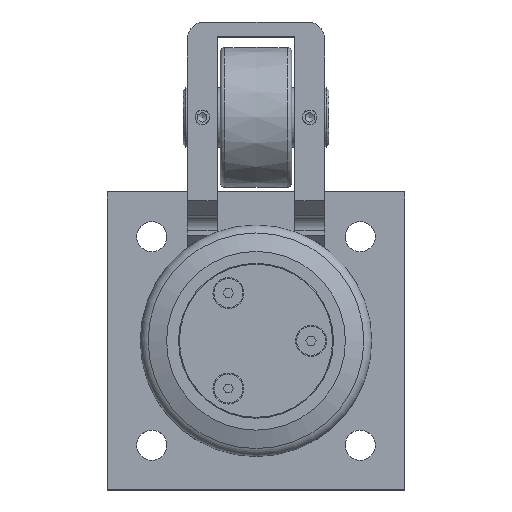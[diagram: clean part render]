
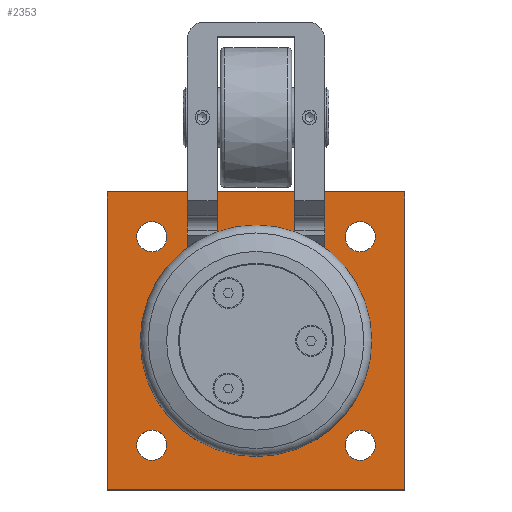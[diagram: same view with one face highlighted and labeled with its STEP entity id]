
A CAD part, top view. The second image highlights one B-rep face of the part: STEP entity #2353.
In plain terms, the highlighted planar face has unit normal (0, 0, 1).
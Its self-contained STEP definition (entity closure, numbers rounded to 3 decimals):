
#72=FACE_BOUND('',#482,.T.);
#73=FACE_BOUND('',#483,.T.);
#74=FACE_BOUND('',#484,.T.);
#75=FACE_BOUND('',#485,.T.);
#76=FACE_BOUND('',#486,.T.);
#77=FACE_BOUND('',#487,.T.);
#78=FACE_BOUND('',#488,.T.);
#154=CIRCLE('',#2561,5.053);
#155=CIRCLE('',#2562,5.053);
#156=CIRCLE('',#2563,5.053);
#157=CIRCLE('',#2564,5.053);
#158=CIRCLE('',#2565,5.053);
#159=CIRCLE('',#2566,5.053);
#160=CIRCLE('',#2567,5.053);
#161=CIRCLE('',#2568,5.053);
#162=CIRCLE('',#2569,26.5);
#338=FACE_OUTER_BOUND('',#481,.T.);
#481=EDGE_LOOP('',(#1870,#1871,#1872,#1873));
#482=EDGE_LOOP('',(#1874,#1875));
#483=EDGE_LOOP('',(#1876,#1877));
#484=EDGE_LOOP('',(#1878,#1879));
#485=EDGE_LOOP('',(#1880,#1881));
#486=EDGE_LOOP('',(#1882,#1883,#1884,#1885));
#487=EDGE_LOOP('',(#1886,#1887,#1888,#1889));
#488=EDGE_LOOP('',(#1890));
#662=LINE('',#3892,#853);
#676=LINE('',#3936,#867);
#677=LINE('',#3938,#868);
#678=LINE('',#3940,#869);
#679=LINE('',#3941,#870);
#680=LINE('',#3959,#871);
#681=LINE('',#3961,#872);
#682=LINE('',#3962,#873);
#683=LINE('',#3965,#874);
#684=LINE('',#3967,#875);
#685=LINE('',#3969,#876);
#686=LINE('',#3970,#877);
#853=VECTOR('',#3039,10.);
#867=VECTOR('',#3079,10.);
#868=VECTOR('',#3080,10.);
#869=VECTOR('',#3081,10.);
#870=VECTOR('',#3082,10.);
#871=VECTOR('',#3099,10.);
#872=VECTOR('',#3100,10.);
#873=VECTOR('',#3101,10.);
#874=VECTOR('',#3102,10.);
#875=VECTOR('',#3103,10.);
#876=VECTOR('',#3104,10.);
#877=VECTOR('',#3105,10.);
#1061=VERTEX_POINT('',#3890);
#1062=VERTEX_POINT('',#3891);
#1078=VERTEX_POINT('',#3934);
#1079=VERTEX_POINT('',#3935);
#1080=VERTEX_POINT('',#3937);
#1081=VERTEX_POINT('',#3939);
#1082=VERTEX_POINT('',#3942);
#1083=VERTEX_POINT('',#3943);
#1084=VERTEX_POINT('',#3946);
#1085=VERTEX_POINT('',#3947);
#1086=VERTEX_POINT('',#3950);
#1087=VERTEX_POINT('',#3951);
#1088=VERTEX_POINT('',#3954);
#1089=VERTEX_POINT('',#3955);
#1090=VERTEX_POINT('',#3958);
#1091=VERTEX_POINT('',#3960);
#1092=VERTEX_POINT('',#3963);
#1093=VERTEX_POINT('',#3964);
#1094=VERTEX_POINT('',#3966);
#1095=VERTEX_POINT('',#3968);
#1096=VERTEX_POINT('',#3971);
#1348=EDGE_CURVE('',#1061,#1062,#662,.T.);
#1369=EDGE_CURVE('',#1078,#1079,#676,.T.);
#1370=EDGE_CURVE('',#1080,#1078,#677,.T.);
#1371=EDGE_CURVE('',#1081,#1080,#678,.T.);
#1372=EDGE_CURVE('',#1079,#1081,#679,.T.);
#1373=EDGE_CURVE('',#1082,#1083,#154,.T.);
#1374=EDGE_CURVE('',#1083,#1082,#155,.T.);
#1375=EDGE_CURVE('',#1084,#1085,#156,.T.);
#1376=EDGE_CURVE('',#1085,#1084,#157,.T.);
#1377=EDGE_CURVE('',#1086,#1087,#158,.T.);
#1378=EDGE_CURVE('',#1087,#1086,#159,.T.);
#1379=EDGE_CURVE('',#1088,#1089,#160,.T.);
#1380=EDGE_CURVE('',#1089,#1088,#161,.T.);
#1381=EDGE_CURVE('',#1090,#1061,#680,.T.);
#1382=EDGE_CURVE('',#1062,#1091,#681,.T.);
#1383=EDGE_CURVE('',#1091,#1090,#682,.T.);
#1384=EDGE_CURVE('',#1092,#1093,#683,.T.);
#1385=EDGE_CURVE('',#1093,#1094,#684,.T.);
#1386=EDGE_CURVE('',#1094,#1095,#685,.T.);
#1387=EDGE_CURVE('',#1095,#1092,#686,.T.);
#1388=EDGE_CURVE('',#1096,#1096,#162,.T.);
#1870=ORIENTED_EDGE('',*,*,#1369,.F.);
#1871=ORIENTED_EDGE('',*,*,#1370,.F.);
#1872=ORIENTED_EDGE('',*,*,#1371,.F.);
#1873=ORIENTED_EDGE('',*,*,#1372,.F.);
#1874=ORIENTED_EDGE('',*,*,#1373,.T.);
#1875=ORIENTED_EDGE('',*,*,#1374,.T.);
#1876=ORIENTED_EDGE('',*,*,#1375,.T.);
#1877=ORIENTED_EDGE('',*,*,#1376,.T.);
#1878=ORIENTED_EDGE('',*,*,#1377,.T.);
#1879=ORIENTED_EDGE('',*,*,#1378,.T.);
#1880=ORIENTED_EDGE('',*,*,#1379,.T.);
#1881=ORIENTED_EDGE('',*,*,#1380,.T.);
#1882=ORIENTED_EDGE('',*,*,#1381,.T.);
#1883=ORIENTED_EDGE('',*,*,#1348,.T.);
#1884=ORIENTED_EDGE('',*,*,#1382,.T.);
#1885=ORIENTED_EDGE('',*,*,#1383,.T.);
#1886=ORIENTED_EDGE('',*,*,#1384,.T.);
#1887=ORIENTED_EDGE('',*,*,#1385,.T.);
#1888=ORIENTED_EDGE('',*,*,#1386,.T.);
#1889=ORIENTED_EDGE('',*,*,#1387,.T.);
#1890=ORIENTED_EDGE('',*,*,#1388,.T.);
#2254=PLANE('',#2560);
#2353=ADVANCED_FACE('',(#338,#72,#73,#74,#75,#76,#77,#78),#2254,.T.);
#2560=AXIS2_PLACEMENT_3D('',#3933,#3077,#3078);
#2561=AXIS2_PLACEMENT_3D('',#3944,#3083,#3084);
#2562=AXIS2_PLACEMENT_3D('',#3945,#3085,#3086);
#2563=AXIS2_PLACEMENT_3D('',#3948,#3087,#3088);
#2564=AXIS2_PLACEMENT_3D('',#3949,#3089,#3090);
#2565=AXIS2_PLACEMENT_3D('',#3952,#3091,#3092);
#2566=AXIS2_PLACEMENT_3D('',#3953,#3093,#3094);
#2567=AXIS2_PLACEMENT_3D('',#3956,#3095,#3096);
#2568=AXIS2_PLACEMENT_3D('',#3957,#3097,#3098);
#2569=AXIS2_PLACEMENT_3D('',#3972,#3106,#3107);
#3039=DIRECTION('',(1.,0.,0.));
#3077=DIRECTION('center_axis',(0.,0.,1.));
#3078=DIRECTION('ref_axis',(1.,0.,0.));
#3079=DIRECTION('',(0.,1.,0.));
#3080=DIRECTION('',(-1.,0.,0.));
#3081=DIRECTION('',(0.,-1.,0.));
#3082=DIRECTION('',(1.,0.,0.));
#3083=DIRECTION('center_axis',(0.,0.,-1.));
#3084=DIRECTION('ref_axis',(1.,0.,0.));
#3085=DIRECTION('center_axis',(0.,0.,-1.));
#3086=DIRECTION('ref_axis',(1.,0.,0.));
#3087=DIRECTION('center_axis',(0.,0.,-1.));
#3088=DIRECTION('ref_axis',(1.,0.,0.));
#3089=DIRECTION('center_axis',(0.,0.,-1.));
#3090=DIRECTION('ref_axis',(1.,0.,0.));
#3091=DIRECTION('center_axis',(0.,0.,-1.));
#3092=DIRECTION('ref_axis',(1.,0.,0.));
#3093=DIRECTION('center_axis',(0.,0.,-1.));
#3094=DIRECTION('ref_axis',(1.,0.,0.));
#3095=DIRECTION('center_axis',(0.,0.,-1.));
#3096=DIRECTION('ref_axis',(1.,0.,0.));
#3097=DIRECTION('center_axis',(0.,0.,-1.));
#3098=DIRECTION('ref_axis',(1.,0.,0.));
#3099=DIRECTION('',(0.,1.,0.));
#3100=DIRECTION('',(0.,-1.,0.));
#3101=DIRECTION('',(-1.,0.,0.));
#3102=DIRECTION('',(0.,1.,0.));
#3103=DIRECTION('',(1.,0.,0.));
#3104=DIRECTION('',(0.,-1.,0.));
#3105=DIRECTION('',(-1.,0.,0.));
#3106=DIRECTION('center_axis',(0.,0.,-1.));
#3107=DIRECTION('ref_axis',(0.,-1.,0.));
#3890=CARTESIAN_POINT('',(10.962,22.901,-7.65));
#3891=CARTESIAN_POINT('',(20.962,22.901,-7.65));
#3892=CARTESIAN_POINT('',(10.962,22.901,-7.65));
#3933=CARTESIAN_POINT('Origin',(-2.038,-25.404,-7.65));
#3934=CARTESIAN_POINT('',(-52.038,-75.404,-7.65));
#3935=CARTESIAN_POINT('',(-52.038,24.596,-7.65));
#3936=CARTESIAN_POINT('',(-52.038,24.596,-7.65));
#3937=CARTESIAN_POINT('',(47.962,-75.404,-7.65));
#3938=CARTESIAN_POINT('',(-52.038,-75.404,-7.65));
#3939=CARTESIAN_POINT('',(47.962,24.596,-7.65));
#3940=CARTESIAN_POINT('',(47.962,-75.404,-7.65));
#3941=CARTESIAN_POINT('',(47.962,24.596,-7.65));
#3942=CARTESIAN_POINT('',(-31.985,9.596,-7.65));
#3943=CARTESIAN_POINT('',(-42.091,9.596,-7.65));
#3944=CARTESIAN_POINT('Origin',(-37.038,9.596,-7.65));
#3945=CARTESIAN_POINT('Origin',(-37.038,9.596,-7.65));
#3946=CARTESIAN_POINT('',(38.015,9.596,-7.65));
#3947=CARTESIAN_POINT('',(27.909,9.596,-7.65));
#3948=CARTESIAN_POINT('Origin',(32.962,9.596,-7.65));
#3949=CARTESIAN_POINT('Origin',(32.962,9.596,-7.65));
#3950=CARTESIAN_POINT('',(38.015,-60.404,-7.65));
#3951=CARTESIAN_POINT('',(27.909,-60.404,-7.65));
#3952=CARTESIAN_POINT('Origin',(32.962,-60.404,-7.65));
#3953=CARTESIAN_POINT('Origin',(32.962,-60.404,-7.65));
#3954=CARTESIAN_POINT('',(-31.985,-60.404,-7.65));
#3955=CARTESIAN_POINT('',(-42.091,-60.404,-7.65));
#3956=CARTESIAN_POINT('Origin',(-37.038,-60.404,-7.65));
#3957=CARTESIAN_POINT('Origin',(-37.038,-60.404,-7.65));
#3958=CARTESIAN_POINT('',(10.962,2.096,-7.65));
#3959=CARTESIAN_POINT('',(10.962,-8.904,-7.65));
#3960=CARTESIAN_POINT('',(20.962,2.096,-7.65));
#3961=CARTESIAN_POINT('',(20.962,9.339,-7.65));
#3962=CARTESIAN_POINT('',(9.462,2.096,-7.65));
#3963=CARTESIAN_POINT('',(-25.038,2.096,-7.65));
#3964=CARTESIAN_POINT('',(-25.038,22.901,-7.65));
#3965=CARTESIAN_POINT('',(-25.038,-8.904,-7.65));
#3966=CARTESIAN_POINT('',(-15.038,22.901,-7.65));
#3967=CARTESIAN_POINT('',(-25.038,22.901,-7.65));
#3968=CARTESIAN_POINT('',(-15.038,2.096,-7.65));
#3969=CARTESIAN_POINT('',(-15.038,9.339,-7.65));
#3970=CARTESIAN_POINT('',(-8.538,2.096,-7.65));
#3971=CARTESIAN_POINT('',(-2.038,1.096,-7.65));
#3972=CARTESIAN_POINT('Origin',(-2.038,-25.404,-7.65));
